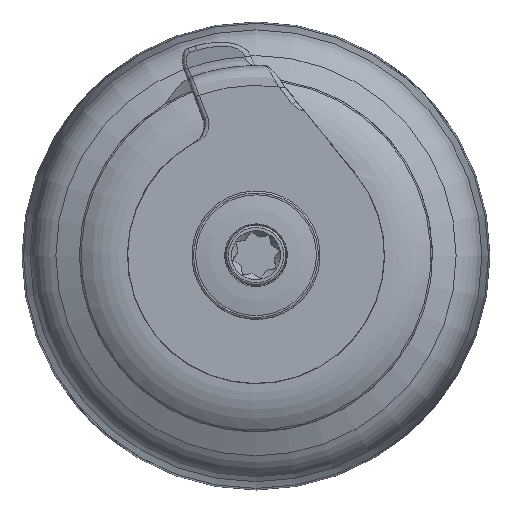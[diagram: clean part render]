
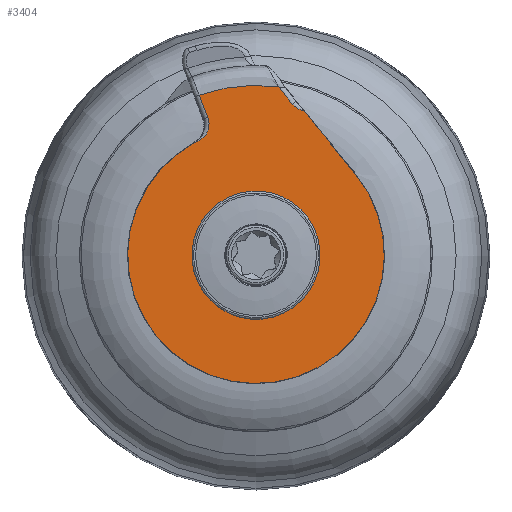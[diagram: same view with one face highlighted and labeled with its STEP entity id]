
A CAD part, top view. The second image highlights one B-rep face of the part: STEP entity #3404.
In plain terms, the highlighted planar face has unit normal (0, 0, 1).
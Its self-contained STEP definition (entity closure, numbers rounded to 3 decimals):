
#314=LINE('',#6016,#491);
#315=LINE('',#6020,#492);
#316=LINE('',#6025,#493);
#491=VECTOR('',#4517,11.766);
#492=VECTOR('',#4520,12.609);
#493=VECTOR('',#4525,43.343);
#646=FACE_BOUND('',#1040,.T.);
#806=FACE_OUTER_BOUND('',#1039,.T.);
#1039=EDGE_LOOP('',(#2822,#2823,#2824,#2825,#2826,#2827,#2828));
#1040=EDGE_LOOP('',(#2829));
#1289=CIRCLE('',#3741,10.);
#1290=CIRCLE('',#3742,90.);
#1291=CIRCLE('',#3743,10.);
#1292=CIRCLE('',#3744,68.);
#1293=CIRCLE('',#3745,34.);
#1602=VERTEX_POINT('',#6012);
#1603=VERTEX_POINT('',#6013);
#1604=VERTEX_POINT('',#6015);
#1605=VERTEX_POINT('',#6017);
#1606=VERTEX_POINT('',#6019);
#1607=VERTEX_POINT('',#6021);
#1608=VERTEX_POINT('',#6023);
#1609=VERTEX_POINT('',#6026);
#2046=EDGE_CURVE('',#1602,#1603,#1289,.T.);
#2047=EDGE_CURVE('',#1604,#1602,#314,.T.);
#2048=EDGE_CURVE('',#1605,#1604,#1290,.T.);
#2049=EDGE_CURVE('',#1606,#1605,#315,.T.);
#2050=EDGE_CURVE('',#1607,#1606,#1291,.T.);
#2051=EDGE_CURVE('',#1607,#1608,#1292,.T.);
#2052=EDGE_CURVE('',#1608,#1603,#316,.T.);
#2053=EDGE_CURVE('',#1609,#1609,#1293,.T.);
#2822=ORIENTED_EDGE('',*,*,#2046,.F.);
#2823=ORIENTED_EDGE('',*,*,#2047,.F.);
#2824=ORIENTED_EDGE('',*,*,#2048,.F.);
#2825=ORIENTED_EDGE('',*,*,#2049,.F.);
#2826=ORIENTED_EDGE('',*,*,#2050,.F.);
#2827=ORIENTED_EDGE('',*,*,#2051,.T.);
#2828=ORIENTED_EDGE('',*,*,#2052,.T.);
#2829=ORIENTED_EDGE('',*,*,#2053,.F.);
#3262=PLANE('',#3740);
#3404=ADVANCED_FACE('',(#806,#646),#3262,.T.);
#3740=AXIS2_PLACEMENT_3D('',#6011,#4513,#4514);
#3741=AXIS2_PLACEMENT_3D('',#6014,#4515,#4516);
#3742=AXIS2_PLACEMENT_3D('',#6018,#4518,#4519);
#3743=AXIS2_PLACEMENT_3D('',#6022,#4521,#4522);
#3744=AXIS2_PLACEMENT_3D('',#6024,#4523,#4524);
#3745=AXIS2_PLACEMENT_3D('',#6027,#4526,#4527);
#4513=DIRECTION('center_axis',(0.,0.,
1.));
#4514=DIRECTION('ref_axis',(0.933,0.36,0.));
#4515=DIRECTION('center_axis',(0.,0.,
1.));
#4516=DIRECTION('ref_axis',(-0.933,-0.36,0.));
#4517=DIRECTION('',(0.631,-0.776,0.));
#4518=DIRECTION('center_axis',(0.,0.,
-1.));
#4519=DIRECTION('ref_axis',(-0.36,0.933,0.));
#4520=DIRECTION('',(-0.36,0.933,0.));
#4521=DIRECTION('center_axis',(0.,0.,
1.));
#4522=DIRECTION('ref_axis',(-0.933,-0.36,0.));
#4523=DIRECTION('center_axis',(0.,0.,
1.));
#4524=DIRECTION('ref_axis',(0.477,-0.879,0.));
#4525=DIRECTION('',(-0.631,0.776,0.));
#4526=DIRECTION('center_axis',(0.,0.,
1.));
#4527=DIRECTION('ref_axis',(0.265,-0.964,0.));
#6011=CARTESIAN_POINT('Origin',(-22.19,57.438,250.6));
#6012=CARTESIAN_POINT('',(19.292,80.086,250.6));
#6013=CARTESIAN_POINT('',(25.405,76.532,250.6));
#6014=CARTESIAN_POINT('Origin',(27.05,86.396,250.6));
#6015=CARTESIAN_POINT('',(11.868,89.214,250.6));
#6016=CARTESIAN_POINT('',(19.292,80.086,250.6));
#6017=CARTESIAN_POINT('',(-30.089,84.821,250.6));
#6018=CARTESIAN_POINT('Origin',(0.,0.,
250.6));
#6019=CARTESIAN_POINT('',(-25.545,73.06,250.6));
#6020=CARTESIAN_POINT('',(-30.101,84.854,250.6));
#6021=CARTESIAN_POINT('',(-32.463,59.751,250.6));
#6022=CARTESIAN_POINT('Origin',(-34.873,69.456,250.6));
#6023=CARTESIAN_POINT('',(52.754,42.907,250.6));
#6024=CARTESIAN_POINT('Origin',(0.,0.,
250.6));
#6025=CARTESIAN_POINT('',(34.278,65.623,250.6));
#6026=CARTESIAN_POINT('',(9.021,-32.782,250.6));
#6027=CARTESIAN_POINT('Origin',(0.,0.,
250.6));
